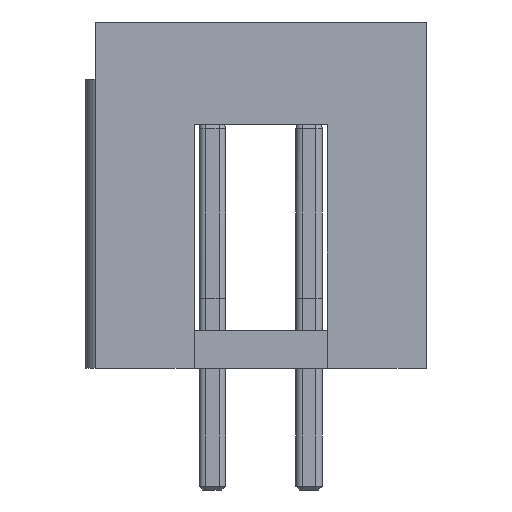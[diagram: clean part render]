
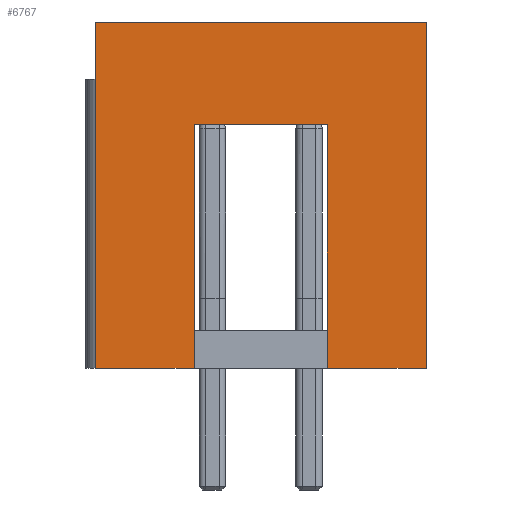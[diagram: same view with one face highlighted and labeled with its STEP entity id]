
A CAD part, left-side view. The second image highlights one B-rep face of the part: STEP entity #6767.
In plain terms, the highlighted planar face has unit normal (-1, 0, 0).
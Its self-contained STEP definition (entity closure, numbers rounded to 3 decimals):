
#69 = PLANE('',#70);
#70 = AXIS2_PLACEMENT_3D('',#71,#72,#73);
#71 = CARTESIAN_POINT('',(0.,0.,0.));
#72 = DIRECTION('',(0.,0.,1.));
#73 = DIRECTION('',(1.,0.,-0.));
#94 = VERTEX_POINT('',#95);
#95 = CARTESIAN_POINT('',(-20.5,4.35,0.));
#109 = PLANE('',#110);
#110 = AXIS2_PLACEMENT_3D('',#111,#112,#113);
#111 = CARTESIAN_POINT('',(20.5,4.35,0.));
#112 = DIRECTION('',(0.,-1.,0.));
#113 = DIRECTION('',(-1.,0.,0.));
#121 = EDGE_CURVE('',#94,#122,#124,.T.);
#122 = VERTEX_POINT('',#123);
#123 = CARTESIAN_POINT('',(-20.5,1.75,0.));
#124 = SURFACE_CURVE('',#125,(#129,#136),.PCURVE_S1.);
#125 = LINE('',#126,#127);
#126 = CARTESIAN_POINT('',(-20.5,4.35,0.));
#127 = VECTOR('',#128,1.);
#128 = DIRECTION('',(0.,-1.,0.));
#129 = PCURVE('',#69,#130);
#130 = DEFINITIONAL_REPRESENTATION('',(#131),#135);
#131 = LINE('',#132,#133);
#132 = CARTESIAN_POINT('',(-20.5,4.35));
#133 = VECTOR('',#134,1.);
#134 = DIRECTION('',(0.,-1.));
#135 = ( GEOMETRIC_REPRESENTATION_CONTEXT(2) 
PARAMETRIC_REPRESENTATION_CONTEXT() REPRESENTATION_CONTEXT('2D SPACE',''
  ) );
#136 = PCURVE('',#137,#142);
#137 = PLANE('',#138);
#138 = AXIS2_PLACEMENT_3D('',#139,#140,#141);
#139 = CARTESIAN_POINT('',(-20.5,4.35,0.));
#140 = DIRECTION('',(1.,0.,-0.));
#141 = DIRECTION('',(0.,-1.,0.));
#142 = DEFINITIONAL_REPRESENTATION('',(#143),#147);
#143 = LINE('',#144,#145);
#144 = CARTESIAN_POINT('',(0.,0.));
#145 = VECTOR('',#146,1.);
#146 = DIRECTION('',(1.,0.));
#147 = ( GEOMETRIC_REPRESENTATION_CONTEXT(2) 
PARAMETRIC_REPRESENTATION_CONTEXT() REPRESENTATION_CONTEXT('2D SPACE',''
  ) );
#165 = PLANE('',#166);
#166 = AXIS2_PLACEMENT_3D('',#167,#168,#169);
#167 = CARTESIAN_POINT('',(-19.5,1.75,0.));
#168 = DIRECTION('',(0.,-1.,0.));
#169 = DIRECTION('',(-1.,0.,0.));
#206 = VERTEX_POINT('',#207);
#207 = CARTESIAN_POINT('',(-20.5,-1.75,0.));
#221 = PLANE('',#222);
#222 = AXIS2_PLACEMENT_3D('',#223,#224,#225);
#223 = CARTESIAN_POINT('',(-20.5,-1.75,0.));
#224 = DIRECTION('',(0.,1.,0.));
#225 = DIRECTION('',(1.,0.,0.));
#233 = EDGE_CURVE('',#206,#234,#236,.T.);
#234 = VERTEX_POINT('',#235);
#235 = CARTESIAN_POINT('',(-20.5,-4.35,0.));
#236 = SURFACE_CURVE('',#237,(#241,#248),.PCURVE_S1.);
#237 = LINE('',#238,#239);
#238 = CARTESIAN_POINT('',(-20.5,4.35,0.));
#239 = VECTOR('',#240,1.);
#240 = DIRECTION('',(0.,-1.,0.));
#241 = PCURVE('',#69,#242);
#242 = DEFINITIONAL_REPRESENTATION('',(#243),#247);
#243 = LINE('',#244,#245);
#244 = CARTESIAN_POINT('',(-20.5,4.35));
#245 = VECTOR('',#246,1.);
#246 = DIRECTION('',(0.,-1.));
#247 = ( GEOMETRIC_REPRESENTATION_CONTEXT(2) 
PARAMETRIC_REPRESENTATION_CONTEXT() REPRESENTATION_CONTEXT('2D SPACE',''
  ) );
#248 = PCURVE('',#137,#249);
#249 = DEFINITIONAL_REPRESENTATION('',(#250),#254);
#250 = LINE('',#251,#252);
#251 = CARTESIAN_POINT('',(0.,0.));
#252 = VECTOR('',#253,1.);
#253 = DIRECTION('',(1.,0.));
#254 = ( GEOMETRIC_REPRESENTATION_CONTEXT(2) 
PARAMETRIC_REPRESENTATION_CONTEXT() REPRESENTATION_CONTEXT('2D SPACE',''
  ) );
#272 = PLANE('',#273);
#273 = AXIS2_PLACEMENT_3D('',#274,#275,#276);
#274 = CARTESIAN_POINT('',(-20.5,-4.35,0.));
#275 = DIRECTION('',(0.,1.,0.));
#276 = DIRECTION('',(1.,0.,0.));
#6469 = VERTEX_POINT('',#6470);
#6470 = CARTESIAN_POINT('',(-20.5,4.35,9.1));
#6484 = PLANE('',#6485);
#6485 = AXIS2_PLACEMENT_3D('',#6486,#6487,#6488);
#6486 = CARTESIAN_POINT('',(0.,0.,9.1));
#6487 = DIRECTION('',(0.,0.,1.));
#6488 = DIRECTION('',(1.,0.,-0.));
#6496 = EDGE_CURVE('',#94,#6469,#6497,.T.);
#6497 = SURFACE_CURVE('',#6498,(#6502,#6509),.PCURVE_S1.);
#6498 = LINE('',#6499,#6500);
#6499 = CARTESIAN_POINT('',(-20.5,4.35,0.));
#6500 = VECTOR('',#6501,1.);
#6501 = DIRECTION('',(0.,0.,1.));
#6502 = PCURVE('',#109,#6503);
#6503 = DEFINITIONAL_REPRESENTATION('',(#6504),#6508);
#6504 = LINE('',#6505,#6506);
#6505 = CARTESIAN_POINT('',(41.,0.));
#6506 = VECTOR('',#6507,1.);
#6507 = DIRECTION('',(0.,-1.));
#6508 = ( GEOMETRIC_REPRESENTATION_CONTEXT(2) 
PARAMETRIC_REPRESENTATION_CONTEXT() REPRESENTATION_CONTEXT('2D SPACE',''
  ) );
#6509 = PCURVE('',#137,#6510);
#6510 = DEFINITIONAL_REPRESENTATION('',(#6511),#6515);
#6511 = LINE('',#6512,#6513);
#6512 = CARTESIAN_POINT('',(0.,0.));
#6513 = VECTOR('',#6514,1.);
#6514 = DIRECTION('',(0.,-1.));
#6515 = ( GEOMETRIC_REPRESENTATION_CONTEXT(2) 
PARAMETRIC_REPRESENTATION_CONTEXT() REPRESENTATION_CONTEXT('2D SPACE',''
  ) );
#6767 = ADVANCED_FACE('',(#6768),#137,.F.);
#6768 = FACE_BOUND('',#6769,.F.);
#6769 = EDGE_LOOP('',(#6770,#6771,#6772,#6795,#6816,#6817,#6840,#6868));
#6770 = ORIENTED_EDGE('',*,*,#121,.F.);
#6771 = ORIENTED_EDGE('',*,*,#6496,.T.);
#6772 = ORIENTED_EDGE('',*,*,#6773,.T.);
#6773 = EDGE_CURVE('',#6469,#6774,#6776,.T.);
#6774 = VERTEX_POINT('',#6775);
#6775 = CARTESIAN_POINT('',(-20.5,-4.35,9.1));
#6776 = SURFACE_CURVE('',#6777,(#6781,#6788),.PCURVE_S1.);
#6777 = LINE('',#6778,#6779);
#6778 = CARTESIAN_POINT('',(-20.5,4.35,9.1));
#6779 = VECTOR('',#6780,1.);
#6780 = DIRECTION('',(0.,-1.,0.));
#6781 = PCURVE('',#137,#6782);
#6782 = DEFINITIONAL_REPRESENTATION('',(#6783),#6787);
#6783 = LINE('',#6784,#6785);
#6784 = CARTESIAN_POINT('',(0.,-9.1));
#6785 = VECTOR('',#6786,1.);
#6786 = DIRECTION('',(1.,0.));
#6787 = ( GEOMETRIC_REPRESENTATION_CONTEXT(2) 
PARAMETRIC_REPRESENTATION_CONTEXT() REPRESENTATION_CONTEXT('2D SPACE',''
  ) );
#6788 = PCURVE('',#6484,#6789);
#6789 = DEFINITIONAL_REPRESENTATION('',(#6790),#6794);
#6790 = LINE('',#6791,#6792);
#6791 = CARTESIAN_POINT('',(-20.5,4.35));
#6792 = VECTOR('',#6793,1.);
#6793 = DIRECTION('',(0.,-1.));
#6794 = ( GEOMETRIC_REPRESENTATION_CONTEXT(2) 
PARAMETRIC_REPRESENTATION_CONTEXT() REPRESENTATION_CONTEXT('2D SPACE',''
  ) );
#6795 = ORIENTED_EDGE('',*,*,#6796,.F.);
#6796 = EDGE_CURVE('',#234,#6774,#6797,.T.);
#6797 = SURFACE_CURVE('',#6798,(#6802,#6809),.PCURVE_S1.);
#6798 = LINE('',#6799,#6800);
#6799 = CARTESIAN_POINT('',(-20.5,-4.35,0.));
#6800 = VECTOR('',#6801,1.);
#6801 = DIRECTION('',(0.,0.,1.));
#6802 = PCURVE('',#137,#6803);
#6803 = DEFINITIONAL_REPRESENTATION('',(#6804),#6808);
#6804 = LINE('',#6805,#6806);
#6805 = CARTESIAN_POINT('',(8.7,0.));
#6806 = VECTOR('',#6807,1.);
#6807 = DIRECTION('',(0.,-1.));
#6808 = ( GEOMETRIC_REPRESENTATION_CONTEXT(2) 
PARAMETRIC_REPRESENTATION_CONTEXT() REPRESENTATION_CONTEXT('2D SPACE',''
  ) );
#6809 = PCURVE('',#272,#6810);
#6810 = DEFINITIONAL_REPRESENTATION('',(#6811),#6815);
#6811 = LINE('',#6812,#6813);
#6812 = CARTESIAN_POINT('',(0.,0.));
#6813 = VECTOR('',#6814,1.);
#6814 = DIRECTION('',(0.,-1.));
#6815 = ( GEOMETRIC_REPRESENTATION_CONTEXT(2) 
PARAMETRIC_REPRESENTATION_CONTEXT() REPRESENTATION_CONTEXT('2D SPACE',''
  ) );
#6816 = ORIENTED_EDGE('',*,*,#233,.F.);
#6817 = ORIENTED_EDGE('',*,*,#6818,.T.);
#6818 = EDGE_CURVE('',#206,#6819,#6821,.T.);
#6819 = VERTEX_POINT('',#6820);
#6820 = CARTESIAN_POINT('',(-20.5,-1.75,6.4));
#6821 = SURFACE_CURVE('',#6822,(#6826,#6833),.PCURVE_S1.);
#6822 = LINE('',#6823,#6824);
#6823 = CARTESIAN_POINT('',(-20.5,-1.75,0.));
#6824 = VECTOR('',#6825,1.);
#6825 = DIRECTION('',(0.,0.,1.));
#6826 = PCURVE('',#137,#6827);
#6827 = DEFINITIONAL_REPRESENTATION('',(#6828),#6832);
#6828 = LINE('',#6829,#6830);
#6829 = CARTESIAN_POINT('',(6.1,0.));
#6830 = VECTOR('',#6831,1.);
#6831 = DIRECTION('',(0.,-1.));
#6832 = ( GEOMETRIC_REPRESENTATION_CONTEXT(2) 
PARAMETRIC_REPRESENTATION_CONTEXT() REPRESENTATION_CONTEXT('2D SPACE',''
  ) );
#6833 = PCURVE('',#221,#6834);
#6834 = DEFINITIONAL_REPRESENTATION('',(#6835),#6839);
#6835 = LINE('',#6836,#6837);
#6836 = CARTESIAN_POINT('',(0.,0.));
#6837 = VECTOR('',#6838,1.);
#6838 = DIRECTION('',(0.,-1.));
#6839 = ( GEOMETRIC_REPRESENTATION_CONTEXT(2) 
PARAMETRIC_REPRESENTATION_CONTEXT() REPRESENTATION_CONTEXT('2D SPACE',''
  ) );
#6840 = ORIENTED_EDGE('',*,*,#6841,.F.);
#6841 = EDGE_CURVE('',#6842,#6819,#6844,.T.);
#6842 = VERTEX_POINT('',#6843);
#6843 = CARTESIAN_POINT('',(-20.5,1.75,6.4));
#6844 = SURFACE_CURVE('',#6845,(#6849,#6856),.PCURVE_S1.);
#6845 = LINE('',#6846,#6847);
#6846 = CARTESIAN_POINT('',(-20.5,1.75,6.4));
#6847 = VECTOR('',#6848,1.);
#6848 = DIRECTION('',(0.,-1.,0.));
#6849 = PCURVE('',#137,#6850);
#6850 = DEFINITIONAL_REPRESENTATION('',(#6851),#6855);
#6851 = LINE('',#6852,#6853);
#6852 = CARTESIAN_POINT('',(2.6,-6.4));
#6853 = VECTOR('',#6854,1.);
#6854 = DIRECTION('',(1.,0.));
#6855 = ( GEOMETRIC_REPRESENTATION_CONTEXT(2) 
PARAMETRIC_REPRESENTATION_CONTEXT() REPRESENTATION_CONTEXT('2D SPACE',''
  ) );
#6856 = PCURVE('',#6857,#6862);
#6857 = PLANE('',#6858);
#6858 = AXIS2_PLACEMENT_3D('',#6859,#6860,#6861);
#6859 = CARTESIAN_POINT('',(-20.,0.,6.4));
#6860 = DIRECTION('',(0.,0.,1.));
#6861 = DIRECTION('',(1.,0.,-0.));
#6862 = DEFINITIONAL_REPRESENTATION('',(#6863),#6867);
#6863 = LINE('',#6864,#6865);
#6864 = CARTESIAN_POINT('',(-0.5,1.75));
#6865 = VECTOR('',#6866,1.);
#6866 = DIRECTION('',(0.,-1.));
#6867 = ( GEOMETRIC_REPRESENTATION_CONTEXT(2) 
PARAMETRIC_REPRESENTATION_CONTEXT() REPRESENTATION_CONTEXT('2D SPACE',''
  ) );
#6868 = ORIENTED_EDGE('',*,*,#6869,.F.);
#6869 = EDGE_CURVE('',#122,#6842,#6870,.T.);
#6870 = SURFACE_CURVE('',#6871,(#6875,#6882),.PCURVE_S1.);
#6871 = LINE('',#6872,#6873);
#6872 = CARTESIAN_POINT('',(-20.5,1.75,0.));
#6873 = VECTOR('',#6874,1.);
#6874 = DIRECTION('',(0.,0.,1.));
#6875 = PCURVE('',#137,#6876);
#6876 = DEFINITIONAL_REPRESENTATION('',(#6877),#6881);
#6877 = LINE('',#6878,#6879);
#6878 = CARTESIAN_POINT('',(2.6,0.));
#6879 = VECTOR('',#6880,1.);
#6880 = DIRECTION('',(0.,-1.));
#6881 = ( GEOMETRIC_REPRESENTATION_CONTEXT(2) 
PARAMETRIC_REPRESENTATION_CONTEXT() REPRESENTATION_CONTEXT('2D SPACE',''
  ) );
#6882 = PCURVE('',#165,#6883);
#6883 = DEFINITIONAL_REPRESENTATION('',(#6884),#6888);
#6884 = LINE('',#6885,#6886);
#6885 = CARTESIAN_POINT('',(1.,0.));
#6886 = VECTOR('',#6887,1.);
#6887 = DIRECTION('',(0.,-1.));
#6888 = ( GEOMETRIC_REPRESENTATION_CONTEXT(2) 
PARAMETRIC_REPRESENTATION_CONTEXT() REPRESENTATION_CONTEXT('2D SPACE',''
  ) );
